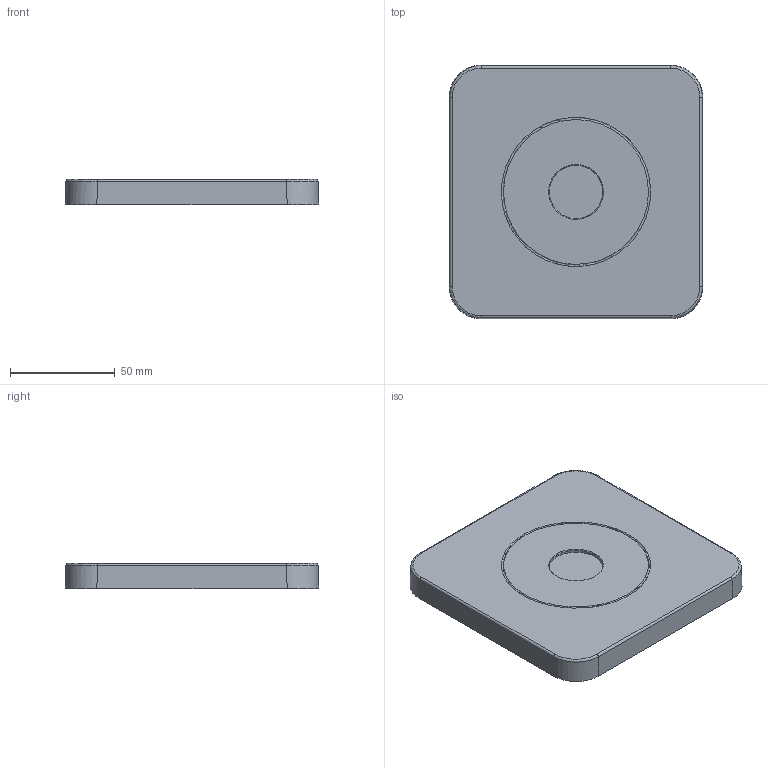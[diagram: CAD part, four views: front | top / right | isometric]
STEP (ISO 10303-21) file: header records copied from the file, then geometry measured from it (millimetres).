
FILE_DESCRIPTION(('3DEXPERIENCE STEP','CAx-IF Rec.Pracs.--- Model Styling and Organization---1.5--- 2016-08-15','CAx-IF Rec.Pracs.---Supplemental Geometry---1.0---2011-11-01','CAx-IF Rec.Pracs.--- Composite Materials ---3.4---2017-06-13','CAx-IF Rec.Pracs.---Tessellated 3D Geometry---1.0---2015-12-17'),'2;1');
FILE_NAME('prd-HG-00635853.stp','2024-02-08T08:55:51+00:00',('none'),('none'),'3DEXPERIENCE Platform3DEXPERIENCE R2023x HotFix 5','3DEXPERIENCE Platform STEP AP242 v2','none');
FILE_SCHEMA(('AP242_MANAGED_MODEL_BASED_3D_ENGINEERING_MIM_LF {1 0 10303 442 1 1 4}'));
Length unit declared in the file: millimetre
Products named in the file (1): P-2_AX_Citterio_C_Deckenros_softsquare
Bounding box: 120.63 x 120.63 x 12 mm (x, y, z)
Volume: 170423.4 mm3; surface area: 34081.8 mm2
Topology: 1 solids, 1 shells, 32 faces, 74 edges, 46 vertices
Faces by surface type: cylinder 14, plane 10, bspline 4, torus 2, cone 2
Entity records: 1210 total; most frequent: CARTESIAN_POINT 558, ORIENTED_EDGE 148, DIRECTION 90, EDGE_CURVE 74, VERTEX_POINT 46, AXIS2_PLACEMENT_3D 38, EDGE_LOOP 34, ADVANCED_FACE 32
